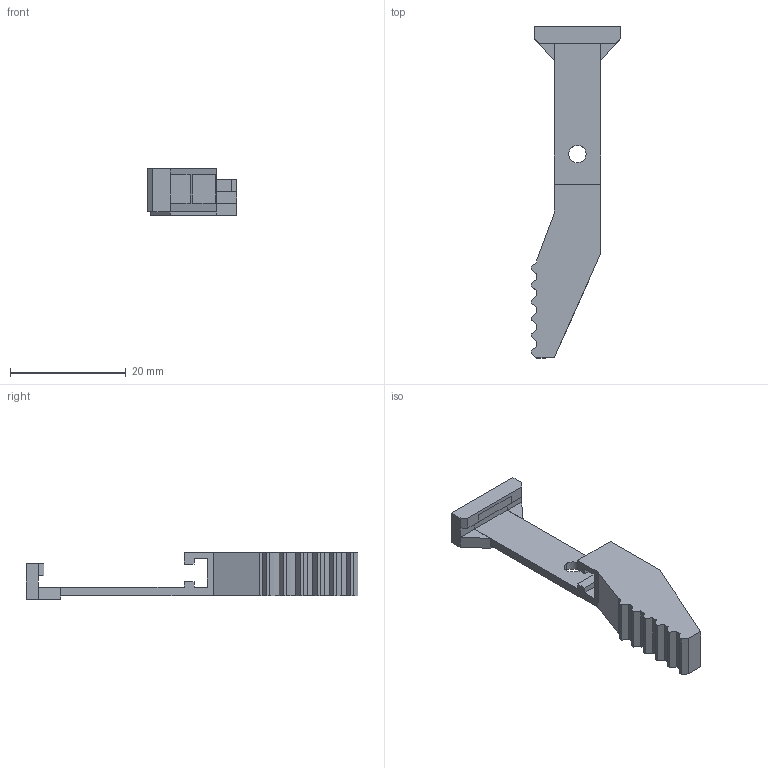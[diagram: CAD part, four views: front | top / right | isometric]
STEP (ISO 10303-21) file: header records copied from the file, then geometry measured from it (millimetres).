
FILE_DESCRIPTION(/* description */ (''),/* implementation_level */ '2;1');
FILE_NAME(/* name */ 'FINGER~2',/* time_stamp */ '2018-07-04T17:19:25+02:00',/* author */ (''),/* organization */ (''),/* preprocessor_version */ 'ST-DEVELOPER v15',/* originating_system */ '',/* authorisation */ '');
FILE_SCHEMA (('CONFIG_CONTROL_DESIGN'));
Length unit declared in the file: millimetre
Products named in the file (3): Document; Finger
Assembly tree (2 placements, depth 3):
  Document
    Document
      Finger
Bounding box: 15.5 x 57.3 x 8.1 mm (x, y, z)
Volume: 1728.5 mm3; surface area: 2509.3 mm2
Topology: 2 solids, 2 shells, 85 faces, 229 edges, 150 vertices
Faces by surface type: plane 83, bspline 2
Entity records: 2595 total; most frequent: CARTESIAN_POINT 745, ORIENTED_EDGE 458, EDGE_CURVE 229, B_SPLINE_CURVE_WITH_KNOTS 223, VERTEX_POINT 150, DIRECTION 95, EDGE_LOOP 89, AXIS2_PLACEMENT_3D 89
